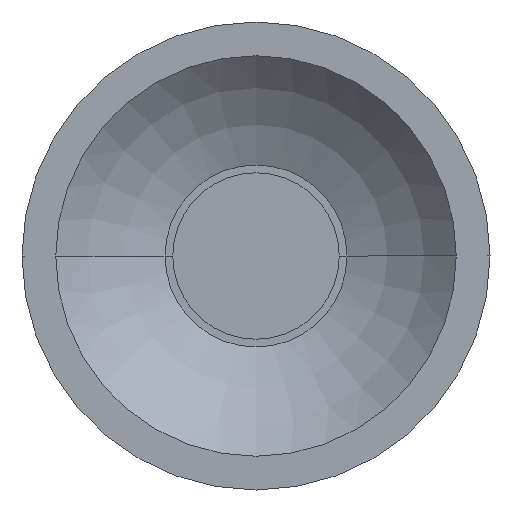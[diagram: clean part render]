
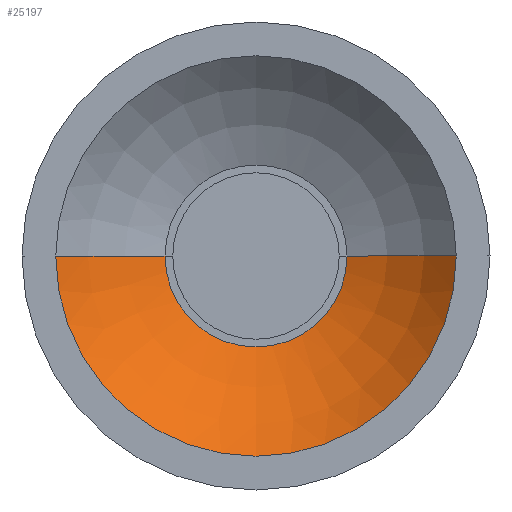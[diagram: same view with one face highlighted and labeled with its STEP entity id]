
A CAD part, front view. The second image highlights one B-rep face of the part: STEP entity #25197.
In plain terms, the highlighted toroidal (fillet/blend) face has major radius 0.786 mm and minor radius 50.667 mm.
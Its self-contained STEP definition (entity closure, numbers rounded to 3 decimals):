
#591 = CARTESIAN_POINT ( 'NONE',  ( -0.786, -33.821, 0. ) ) ;
#1700 = DIRECTION ( 'NONE',  ( 0., 1., 0. ) ) ;
#4243 = AXIS2_PLACEMENT_3D ( 'NONE', #591, #24044, #17459 ) ;
#6466 = CARTESIAN_POINT ( 'NONE',  ( -38.512, 0., 0. ) ) ;
#6667 = VERTEX_POINT ( 'NONE', #17547 ) ;
#7497 = CIRCLE ( 'NONE', #22143, 38.512 ) ;
#7512 = ORIENTED_EDGE ( 'NONE', *, *, #15411, .T. ) ;
#8032 = AXIS2_PLACEMENT_3D ( 'NONE', #21422, #21683, #23558 ) ;
#8058 = VERTEX_POINT ( 'NONE', #22940 ) ;
#8209 = CARTESIAN_POINT ( 'NONE',  ( 38.512, 0., 0. ) ) ;
#8775 = CIRCLE ( 'NONE', #9424, 17.5 ) ;
#9424 = AXIS2_PLACEMENT_3D ( 'NONE', #12470, #1700, #18573 ) ;
#9641 = FACE_OUTER_BOUND ( 'NONE', #17607, .T. ) ;
#10625 = TOROIDAL_SURFACE ( 'NONE', #17283, 0.786, 50.667 ) ;
#11072 = CARTESIAN_POINT ( 'NONE',  ( 0., -33.821, 0. ) ) ;
#12470 = CARTESIAN_POINT ( 'NONE',  ( 0., 14.009, 0. ) ) ;
#12806 = EDGE_CURVE ( 'NONE', #13141, #8058, #14403, .T. ) ;
#13141 = VERTEX_POINT ( 'NONE', #6466 ) ;
#13507 = DIRECTION ( 'NONE',  ( -1., 0., 0. ) ) ;
#13840 = DIRECTION ( 'NONE',  ( -1., 0., 0. ) ) ;
#14403 = CIRCLE ( 'NONE', #4243, 50.667 ) ;
#15146 = EDGE_CURVE ( 'NONE', #6667, #8058, #8775, .T. ) ;
#15411 = EDGE_CURVE ( 'NONE', #17836, #6667, #24512, .T. ) ;
#17283 = AXIS2_PLACEMENT_3D ( 'NONE', #11072, #26141, #13507 ) ;
#17459 = DIRECTION ( 'NONE',  ( -1., 0., 0. ) ) ;
#17547 = CARTESIAN_POINT ( 'NONE',  ( 17.5, 14.009, 0. ) ) ;
#17607 = EDGE_LOOP ( 'NONE', ( #22264, #7512, #24748, #18697 ) ) ;
#17836 = VERTEX_POINT ( 'NONE', #8209 ) ;
#18573 = DIRECTION ( 'NONE',  ( -1., 0., 0. ) ) ;
#18697 = ORIENTED_EDGE ( 'NONE', *, *, #12806, .F. ) ;
#21422 = CARTESIAN_POINT ( 'NONE',  ( 0.786, -33.821, 0. ) ) ;
#21570 = EDGE_CURVE ( 'NONE', #17836, #13141, #7497, .T. ) ;
#21683 = DIRECTION ( 'NONE',  ( 0., 0., 1. ) ) ;
#21953 = DIRECTION ( 'NONE',  ( 0., 1., 0. ) ) ;
#22143 = AXIS2_PLACEMENT_3D ( 'NONE', #26296, #21953, #13840 ) ;
#22264 = ORIENTED_EDGE ( 'NONE', *, *, #21570, .F. ) ;
#22940 = CARTESIAN_POINT ( 'NONE',  ( -17.5, 14.009, 0. ) ) ;
#23558 = DIRECTION ( 'NONE',  ( 1., 0., 0. ) ) ;
#24044 = DIRECTION ( 'NONE',  ( 0., 0., -1. ) ) ;
#24512 = CIRCLE ( 'NONE', #8032, 50.667 ) ;
#24748 = ORIENTED_EDGE ( 'NONE', *, *, #15146, .T. ) ;
#25197 = ADVANCED_FACE ( 'NONE', ( #9641 ), #10625, .F. ) ;
#26141 = DIRECTION ( 'NONE',  ( 0., 1., 0. ) ) ;
#26296 = CARTESIAN_POINT ( 'NONE',  ( 0., 0., 0. ) ) ;
